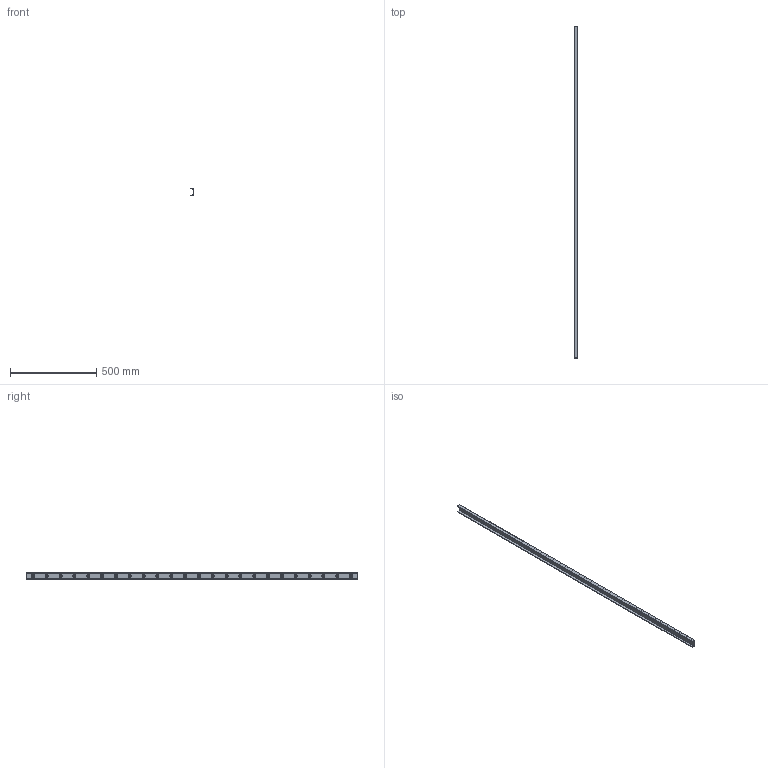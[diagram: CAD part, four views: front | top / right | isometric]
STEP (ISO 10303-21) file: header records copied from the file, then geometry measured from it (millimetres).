
FILE_DESCRIPTION( ( 'Unknown' ), '1' );
FILE_NAME( 'LCU43-1920C.stp', 'Unknown', ( 'Unknown' ), ( 'Unknown' ), 'PSStep 17.0.49', 'Unknown', ' ' );
FILE_SCHEMA( ( 'AUTOMOTIVE_DESIGN { 1 0 10303 214 1 1 1 1 }' ) );
Length unit declared in the file: millimetre
Products named in the file (1): 1
Bounding box: 21 x 1920 x 43 mm (x, y, z)
Volume: 609119.3 mm3; surface area: 306017.1 mm2
Topology: 1 solids, 1 shells, 88 faces, 210 edges, 148 vertices
Faces by surface type: cylinder 54, plane 34
Full cylindrical faces by diameter (mm): 10.5 x24, 18 x24
Entity records: 2994 total; most frequent: DIRECTION 424, CARTESIAN_POINT 351, ORIENTED_EDGE 276, EDGE_LOOP 208, AXIS2_PLACEMENT_3D 197, EDGE_CURVE 138, FACE_OUTER_BOUND 136, VERTEX_POINT 124
